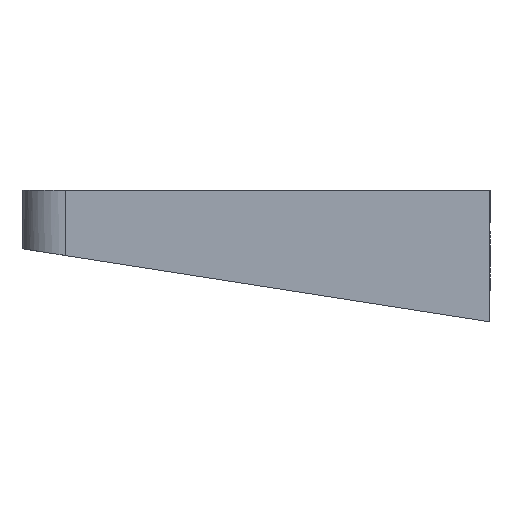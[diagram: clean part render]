
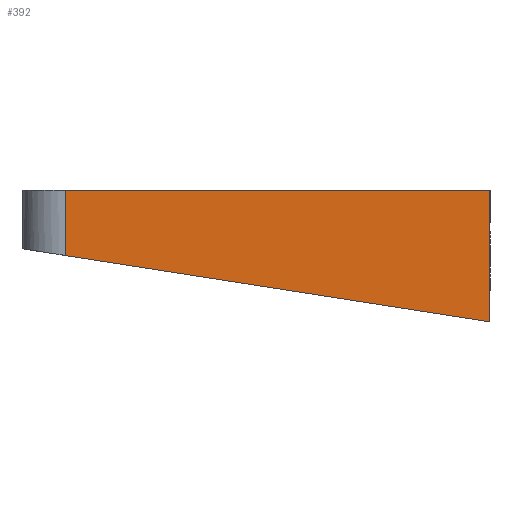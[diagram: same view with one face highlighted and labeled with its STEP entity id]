
A CAD part, left-side view. The second image highlights one B-rep face of the part: STEP entity #392.
In plain terms, the highlighted planar face has unit normal (-1, 0, 0).
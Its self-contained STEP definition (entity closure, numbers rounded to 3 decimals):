
#15 = ORIENTED_EDGE ( 'NONE', *, *, #726, .T. ) ;
#60 = DIRECTION ( 'NONE',  ( 0., 0., 1. ) ) ;
#76 = FACE_OUTER_BOUND ( 'NONE', #664, .T. ) ;
#109 = EDGE_CURVE ( 'NONE', #538, #453, #343, .T. ) ;
#146 = VERTEX_POINT ( 'NONE', #715 ) ;
#168 = CARTESIAN_POINT ( 'NONE',  ( -106., 29., 4.5 ) ) ;
#175 = CARTESIAN_POINT ( 'NONE',  ( -106., 29., 0.031 ) ) ;
#176 = CARTESIAN_POINT ( 'NONE',  ( -106., 0., -4.5 ) ) ;
#185 = CARTESIAN_POINT ( 'NONE',  ( -106., 32., 0.5 ) ) ;
#200 = ORIENTED_EDGE ( 'NONE', *, *, #222, .T. ) ;
#222 = EDGE_CURVE ( 'NONE', #662, #146, #571, .T. ) ;
#253 = DIRECTION ( 'NONE',  ( 0., 0., -1. ) ) ;
#300 = CARTESIAN_POINT ( 'NONE',  ( -106., 0., 0. ) ) ;
#301 = VECTOR ( 'NONE', #60, 1000. ) ;
#304 = DIRECTION ( 'NONE',  ( 1., 0., 0. ) ) ;
#314 = DIRECTION ( 'NONE',  ( 0., -0.988, -0.154 ) ) ;
#319 = VECTOR ( 'NONE', #693, 1000. ) ;
#343 = LINE ( 'NONE', #736, #717 ) ;
#370 = EDGE_CURVE ( 'NONE', #453, #662, #695, .T. ) ;
#392 = ADVANCED_FACE ( 'NONE', ( #76 ), #649, .F. ) ;
#442 = ORIENTED_EDGE ( 'NONE', *, *, #109, .T. ) ;
#453 = VERTEX_POINT ( 'NONE', #175 ) ;
#482 = CARTESIAN_POINT ( 'NONE',  ( -106., 0., 4.5 ) ) ;
#534 = AXIS2_PLACEMENT_3D ( 'NONE', #300, #304, #253 ) ;
#538 = VERTEX_POINT ( 'NONE', #168 ) ;
#562 = DIRECTION ( 'NONE',  ( 0., 0., -1. ) ) ;
#571 = LINE ( 'NONE', #176, #301 ) ;
#573 = LINE ( 'NONE', #482, #319 ) ;
#575 = CARTESIAN_POINT ( 'NONE',  ( -106., 0., -4.5 ) ) ;
#590 = VECTOR ( 'NONE', #314, 1000. ) ;
#605 = ORIENTED_EDGE ( 'NONE', *, *, #370, .T. ) ;
#649 = PLANE ( 'NONE',  #534 ) ;
#662 = VERTEX_POINT ( 'NONE', #575 ) ;
#664 = EDGE_LOOP ( 'NONE', ( #15, #442, #605, #200 ) ) ;
#693 = DIRECTION ( 'NONE',  ( 0., 1., 0. ) ) ;
#695 = LINE ( 'NONE', #185, #590 ) ;
#715 = CARTESIAN_POINT ( 'NONE',  ( -106., 0., 4.5 ) ) ;
#717 = VECTOR ( 'NONE', #562, 1000. ) ;
#726 = EDGE_CURVE ( 'NONE', #146, #538, #573, .T. ) ;
#736 = CARTESIAN_POINT ( 'NONE',  ( -106., 29., 0.5 ) ) ;
